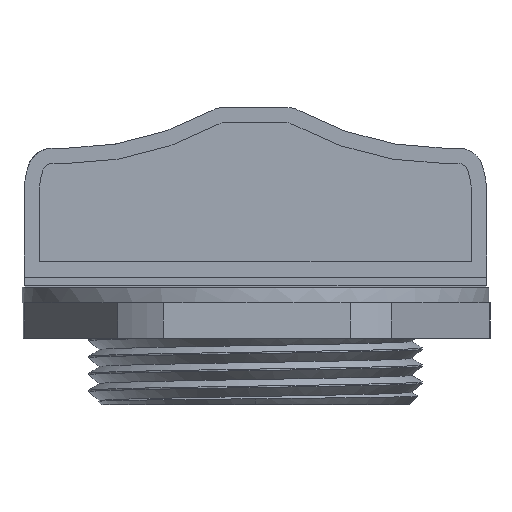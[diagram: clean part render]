
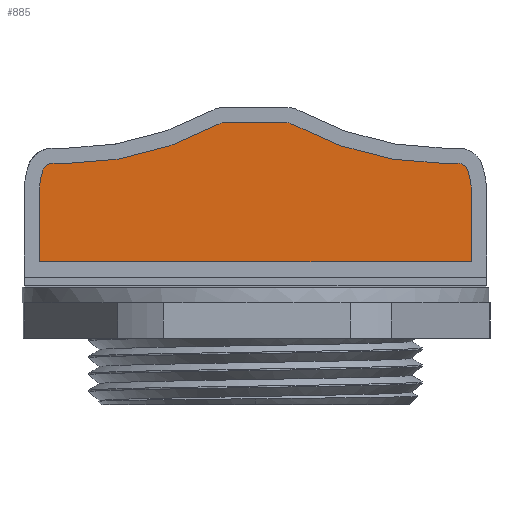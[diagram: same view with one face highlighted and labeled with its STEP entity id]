
A CAD part, front view. The second image highlights one B-rep face of the part: STEP entity #885.
In plain terms, the highlighted planar face has unit normal (0, -1, 0).
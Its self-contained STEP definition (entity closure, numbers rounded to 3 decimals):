
#545 = VERTEX_POINT ( 'NONE', #2794 ) ;
#551 = VERTEX_POINT ( 'NONE', #2821 ) ;
#592 = VERTEX_POINT ( 'NONE', #2898 ) ;
#597 = VERTEX_POINT ( 'NONE', #2907 ) ;
#635 = VERTEX_POINT ( 'NONE', #2950 ) ;
#650 = VERTEX_POINT ( 'NONE', #2964 ) ;
#657 = VERTEX_POINT ( 'NONE', #2932 ) ;
#668 = VERTEX_POINT ( 'NONE', #2956 ) ;
#704 = VERTEX_POINT ( 'NONE', #2980 ) ;
#711 = VERTEX_POINT ( 'NONE', #2982 ) ;
#724 = VERTEX_POINT ( 'NONE', #3020 ) ;
#735 = VERTEX_POINT ( 'NONE', #3018 ) ;
#749 = VERTEX_POINT ( 'NONE', #3005 ) ;
#753 = VERTEX_POINT ( 'NONE', #2973 ) ;
#885 = ADVANCED_FACE ( 'NONE', ( #3230 ), #3235, .T. ) ;
#1358 = EDGE_CURVE ( 'NONE', #724, #635, #7017, .T. ) ;
#1364 = EDGE_CURVE ( 'NONE', #753, #551, #16029, .T. ) ;
#1369 = EDGE_CURVE ( 'NONE', #668, #650, #7012, .T. ) ;
#1372 = EDGE_CURVE ( 'NONE', #545, #735, #16013, .T. ) ;
#1383 = EDGE_CURVE ( 'NONE', #657, #597, #16019, .T. ) ;
#1388 = EDGE_CURVE ( 'NONE', #635, #592, #7119, .T. ) ;
#1390 = EDGE_CURVE ( 'NONE', #592, #597, #16060, .T. ) ;
#1407 = EDGE_CURVE ( 'NONE', #704, #545, #16065, .T. ) ;
#1408 = EDGE_CURVE ( 'NONE', #551, #668, #16084, .T. ) ;
#1409 = EDGE_CURVE ( 'NONE', #704, #724, #7217, .T. ) ;
#1410 = EDGE_CURVE ( 'NONE', #650, #711, #16031, .T. ) ;
#1419 = EDGE_CURVE ( 'NONE', #749, #657, #16066, .T. ) ;
#1601 = EDGE_CURVE ( 'NONE', #735, #753, #15440, .T. ) ;
#1604 = EDGE_CURVE ( 'NONE', #711, #749, #15416, .T. ) ;
#2794 = CARTESIAN_POINT ( 'NONE',  ( -29.6, -29.82, 27.587 ) ) ;
#2821 = CARTESIAN_POINT ( 'NONE',  ( -8.86, -29.82, 33.052 ) ) ;
#2898 = CARTESIAN_POINT ( 'NONE',  ( 20.881, -29.82, 25. ) ) ;
#2907 = CARTESIAN_POINT ( 'NONE',  ( 20.462, -29.82, 27.587 ) ) ;
#2932 = CARTESIAN_POINT ( 'NONE',  ( 19.28, -29.82, 28.408 ) ) ;
#2950 = CARTESIAN_POINT ( 'NONE',  ( 20.881, -29.82, 16.8 ) ) ;
#2956 = CARTESIAN_POINT ( 'NONE',  ( -8.282, -29.82, 33.2 ) ) ;
#2964 = CARTESIAN_POINT ( 'NONE',  ( -0.855, -29.82, 33.2 ) ) ;
#2973 = CARTESIAN_POINT ( 'NONE',  ( -27.052, -29.82, 28.383 ) ) ;
#2980 = CARTESIAN_POINT ( 'NONE',  ( -30.019, -29.82, 25. ) ) ;
#2982 = CARTESIAN_POINT ( 'NONE',  ( -0.277, -29.82, 33.052 ) ) ;
#3005 = CARTESIAN_POINT ( 'NONE',  ( 17.914, -29.82, 28.383 ) ) ;
#3018 = CARTESIAN_POINT ( 'NONE',  ( -28.418, -29.82, 28.408 ) ) ;
#3020 = CARTESIAN_POINT ( 'NONE',  ( -30.019, -29.82, 16.8 ) ) ;
#3213 = DIRECTION ( 'NONE',  ( 0., 0., -1. ) ) ;
#3230 = FACE_OUTER_BOUND ( 'NONE', #13874, .T. ) ;
#3235 = PLANE ( 'NONE',  #5179 ) ;
#3238 = CARTESIAN_POINT ( 'NONE',  ( -30.019, -29.82, 16.8 ) ) ;
#3255 = DIRECTION ( 'NONE',  ( 0., -1., 0. ) ) ;
#5179 = AXIS2_PLACEMENT_3D ( 'NONE', #3238, #3255, #3213 ) ;
#6981 = DIRECTION ( 'NONE',  ( 1., 0., 0. ) ) ;
#6984 = DIRECTION ( 'NONE',  ( 0., -1., 0. ) ) ;
#7012 = LINE ( 'NONE', #7039, #16015 ) ;
#7013 = CARTESIAN_POINT ( 'NONE',  ( -27.052, -29.82, 66.158 ) ) ;
#7017 = LINE ( 'NONE', #7024, #15990 ) ;
#7024 = CARTESIAN_POINT ( 'NONE',  ( -30.019, -29.82, 16.8 ) ) ;
#7026 = DIRECTION ( 'NONE',  ( 0., 0., -1. ) ) ;
#7036 = CARTESIAN_POINT ( 'NONE',  ( -28.461, -29.82, 27.208 ) ) ;
#7039 = CARTESIAN_POINT ( 'NONE',  ( -30.019, -29.82, 33.2 ) ) ;
#7055 = DIRECTION ( 'NONE',  ( 0., 1., 0. ) ) ;
#7064 = DIRECTION ( 'NONE',  ( 1., 0., 0. ) ) ;
#7069 = DIRECTION ( 'NONE',  ( 0., 0., -1. ) ) ;
#7078 = DIRECTION ( 'NONE',  ( 0., 0., -1. ) ) ;
#7085 = CARTESIAN_POINT ( 'NONE',  ( 12.681, -29.82, 25. ) ) ;
#7090 = CARTESIAN_POINT ( 'NONE',  ( 19.324, -29.82, 27.208 ) ) ;
#7099 = DIRECTION ( 'NONE',  ( 0., -1., 0. ) ) ;
#7106 = DIRECTION ( 'NONE',  ( 0., 0., 1. ) ) ;
#7110 = DIRECTION ( 'NONE',  ( 0., 0., -1. ) ) ;
#7112 = DIRECTION ( 'NONE',  ( 0., 1., 0. ) ) ;
#7116 = CARTESIAN_POINT ( 'NONE',  ( 20.881, -29.82, 16.8 ) ) ;
#7119 = LINE ( 'NONE', #7116, #15982 ) ;
#7202 = CARTESIAN_POINT ( 'NONE',  ( -30.019, -29.82, 25. ) ) ;
#7217 = LINE ( 'NONE', #7202, #16039 ) ;
#7240 = DIRECTION ( 'NONE',  ( 0., 1., 0. ) ) ;
#7245 = CARTESIAN_POINT ( 'NONE',  ( -21.819, -29.82, 25. ) ) ;
#7249 = DIRECTION ( 'NONE',  ( 0., 0., -1. ) ) ;
#7253 = DIRECTION ( 'NONE',  ( 0., 0., -1. ) ) ;
#7258 = DIRECTION ( 'NONE',  ( 0., 0., -1. ) ) ;
#7261 = DIRECTION ( 'NONE',  ( 0., 1., 0. ) ) ;
#7263 = CARTESIAN_POINT ( 'NONE',  ( -0.855, -29.82, 32. ) ) ;
#7268 = DIRECTION ( 'NONE',  ( 0., 1., 0. ) ) ;
#7275 = DIRECTION ( 'NONE',  ( 0., 0., -1. ) ) ;
#7279 = CARTESIAN_POINT ( 'NONE',  ( -8.282, -29.82, 32. ) ) ;
#7446 = CARTESIAN_POINT ( 'NONE',  ( 17.914, -29.82, 66.158 ) ) ;
#7487 = DIRECTION ( 'NONE',  ( 0., -1., 0. ) ) ;
#7516 = DIRECTION ( 'NONE',  ( 0., 0., -1. ) ) ;
#8751 = CARTESIAN_POINT ( 'NONE',  ( -27.052, -29.82, 66.158 ) ) ;
#8776 = DIRECTION ( 'NONE',  ( 0., 0., -1. ) ) ;
#8808 = DIRECTION ( 'NONE',  ( 0., -1., 0. ) ) ;
#8813 = DIRECTION ( 'NONE',  ( 0., -1., 0. ) ) ;
#8854 = CARTESIAN_POINT ( 'NONE',  ( 17.914, -29.82, 66.158 ) ) ;
#8855 = DIRECTION ( 'NONE',  ( 0., 0., -1. ) ) ;
#13874 = EDGE_LOOP ( 'NONE', ( #14074, #14124, #14098, #14107, #14041, #14029, #14045, #14104, #14082, #14067, #14128, #14095, #14006, #14007 ) ) ;
#14006 = ORIENTED_EDGE ( 'NONE', *, *, #1409, .T. ) ;
#14007 = ORIENTED_EDGE ( 'NONE', *, *, #1358, .T. ) ;
#14029 = ORIENTED_EDGE ( 'NONE', *, *, #1410, .F. ) ;
#14041 = ORIENTED_EDGE ( 'NONE', *, *, #1604, .F. ) ;
#14045 = ORIENTED_EDGE ( 'NONE', *, *, #1369, .F. ) ;
#14067 = ORIENTED_EDGE ( 'NONE', *, *, #1601, .F. ) ;
#14074 = ORIENTED_EDGE ( 'NONE', *, *, #1388, .T. ) ;
#14082 = ORIENTED_EDGE ( 'NONE', *, *, #1364, .F. ) ;
#14095 = ORIENTED_EDGE ( 'NONE', *, *, #1407, .F. ) ;
#14098 = ORIENTED_EDGE ( 'NONE', *, *, #1383, .F. ) ;
#14104 = ORIENTED_EDGE ( 'NONE', *, *, #1408, .F. ) ;
#14107 = ORIENTED_EDGE ( 'NONE', *, *, #1419, .F. ) ;
#14124 = ORIENTED_EDGE ( 'NONE', *, *, #1390, .T. ) ;
#14128 = ORIENTED_EDGE ( 'NONE', *, *, #1372, .F. ) ;
#15416 = CIRCLE ( 'NONE', #15420, 37.776 ) ;
#15420 = AXIS2_PLACEMENT_3D ( 'NONE', #8854, #8813, #8855 ) ;
#15440 = CIRCLE ( 'NONE', #15446, 37.776 ) ;
#15446 = AXIS2_PLACEMENT_3D ( 'NONE', #8751, #8808, #8776 ) ;
#15973 = AXIS2_PLACEMENT_3D ( 'NONE', #7036, #7055, #7069 ) ;
#15982 = VECTOR ( 'NONE', #7106, 1000. ) ;
#15990 = VECTOR ( 'NONE', #6981, 1000. ) ;
#15992 = AXIS2_PLACEMENT_3D ( 'NONE', #7013, #6984, #7026 ) ;
#15994 = AXIS2_PLACEMENT_3D ( 'NONE', #7090, #7112, #7078 ) ;
#16013 = CIRCLE ( 'NONE', #15973, 1.2 ) ;
#16015 = VECTOR ( 'NONE', #7064, 1000. ) ;
#16019 = CIRCLE ( 'NONE', #15994, 1.2 ) ;
#16029 = CIRCLE ( 'NONE', #15992, 37.776 ) ;
#16031 = CIRCLE ( 'NONE', #16035, 1.2 ) ;
#16034 = AXIS2_PLACEMENT_3D ( 'NONE', #7085, #7099, #7110 ) ;
#16035 = AXIS2_PLACEMENT_3D ( 'NONE', #7263, #7268, #7275 ) ;
#16038 = AXIS2_PLACEMENT_3D ( 'NONE', #7245, #7240, #7258 ) ;
#16039 = VECTOR ( 'NONE', #7253, 1000. ) ;
#16060 = CIRCLE ( 'NONE', #16034, 8.2 ) ;
#16065 = CIRCLE ( 'NONE', #16038, 8.2 ) ;
#16066 = CIRCLE ( 'NONE', #16067, 37.776 ) ;
#16067 = AXIS2_PLACEMENT_3D ( 'NONE', #7446, #7487, #7516 ) ;
#16078 = AXIS2_PLACEMENT_3D ( 'NONE', #7279, #7261, #7249 ) ;
#16084 = CIRCLE ( 'NONE', #16078, 1.2 ) ;
